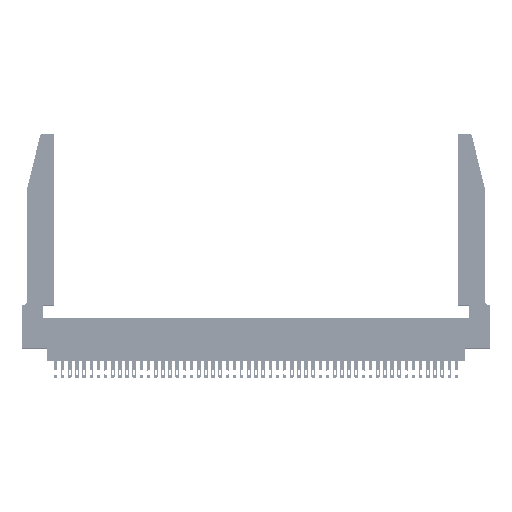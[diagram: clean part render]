
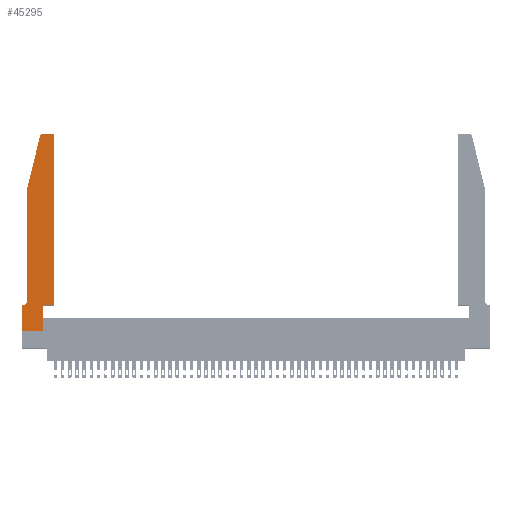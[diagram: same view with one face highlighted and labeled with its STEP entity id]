
A CAD part, top view. The second image highlights one B-rep face of the part: STEP entity #45295.
In plain terms, the highlighted planar face has unit normal (0, 0, 1).
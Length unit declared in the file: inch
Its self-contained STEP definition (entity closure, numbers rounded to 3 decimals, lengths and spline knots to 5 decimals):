
#92 = VERTEX_POINT ( 'NONE', #36323 ) ;
#213 = LINE ( 'NONE', #29065, #5421 ) ;
#350 = FACE_OUTER_BOUND ( 'NONE', #32179, .T. ) ;
#593 = VECTOR ( 'NONE', #37875, 39.37008 ) ;
#752 = AXIS2_PLACEMENT_3D ( 'NONE', #35724, #39576, #13837 ) ;
#1650 = VERTEX_POINT ( 'NONE', #7865 ) ;
#1691 = EDGE_CURVE ( 'NONE', #23565, #12157, #13657, .T. ) ;
#2287 = CARTESIAN_POINT ( 'NONE',  ( 0., 0., 0.37 ) ) ;
#2570 = VECTOR ( 'NONE', #14044, 39.37008 ) ;
#4131 = LINE ( 'NONE', #5558, #593 ) ;
#4195 = EDGE_CURVE ( 'NONE', #29617, #47348, #213, .T. ) ;
#4277 = EDGE_CURVE ( 'NONE', #35438, #23810, #12901, .T. ) ;
#4637 = AXIS2_PLACEMENT_3D ( 'NONE', #4854, #34117, #45259 ) ;
#4687 = DIRECTION ( 'NONE',  ( 1., 0., 0. ) ) ;
#4854 = CARTESIAN_POINT ( 'NONE',  ( 0.0055, 0.42, 0.37 ) ) ;
#5162 = CARTESIAN_POINT ( 'NONE',  ( 0.0755, 2., 0.37 ) ) ;
#5299 = ORIENTED_EDGE ( 'NONE', *, *, #46271, .T. ) ;
#5421 = VECTOR ( 'NONE', #11937, 39.37008 ) ;
#5558 = CARTESIAN_POINT ( 'NONE',  ( 0.0755, 0.35, 0.37 ) ) ;
#6412 = EDGE_CURVE ( 'NONE', #42959, #23565, #41879, .T. ) ;
#6929 = DIRECTION ( 'NONE',  ( 1., 0., 0. ) ) ;
#7097 = CARTESIAN_POINT ( 'NONE',  ( 0.4505, 0.35, 0.37 ) ) ;
#7621 = EDGE_CURVE ( 'NONE', #24631, #19221, #30824, .T. ) ;
#7651 = CARTESIAN_POINT ( 'NONE',  ( 0.0055, 0.35, 0.37 ) ) ;
#7865 = CARTESIAN_POINT ( 'NONE',  ( 0.4505, 0.35, 0.37 ) ) ;
#9619 = VECTOR ( 'NONE', #24712, 39.37008 ) ;
#10100 = CARTESIAN_POINT ( 'NONE',  ( 0.284, 2.75, 0.37 ) ) ;
#10118 = LINE ( 'NONE', #7097, #47367 ) ;
#10121 = ORIENTED_EDGE ( 'NONE', *, *, #19739, .T. ) ;
#10628 = EDGE_CURVE ( 'NONE', #23810, #29617, #34128, .T. ) ;
#11243 = EDGE_CURVE ( 'NONE', #47348, #1650, #10118, .T. ) ;
#11873 = CARTESIAN_POINT ( 'NONE',  ( 0., 0.35, 0.37 ) ) ;
#11937 = DIRECTION ( 'NONE',  ( 0., 1., 0. ) ) ;
#12157 = VERTEX_POINT ( 'NONE', #10100 ) ;
#12901 = LINE ( 'NONE', #2287, #2570 ) ;
#13091 = VECTOR ( 'NONE', #42432, 39.37008 ) ;
#13358 = ORIENTED_EDGE ( 'NONE', *, *, #4195, .T. ) ;
#13657 = LINE ( 'NONE', #31164, #13091 ) ;
#13837 = DIRECTION ( 'NONE',  ( 1., 0., 0. ) ) ;
#14044 = DIRECTION ( 'NONE',  ( 0., -1., 0. ) ) ;
#14166 = CIRCLE ( 'NONE', #4637, 0.07 ) ;
#18729 = ORIENTED_EDGE ( 'NONE', *, *, #7621, .T. ) ;
#19221 = VERTEX_POINT ( 'NONE', #23076 ) ;
#19509 = DIRECTION ( 'NONE',  ( 0., -1., 0. ) ) ;
#19739 = EDGE_CURVE ( 'NONE', #19221, #92, #30221, .T. ) ;
#21205 = CARTESIAN_POINT ( 'NONE',  ( 0., 0., 0.37 ) ) ;
#21770 = EDGE_CURVE ( 'NONE', #92, #38434, #14166, .T. ) ;
#22032 = ORIENTED_EDGE ( 'NONE', *, *, #21770, .T. ) ;
#22980 = CARTESIAN_POINT ( 'NONE',  ( 0.284, 2.72, 0.37 ) ) ;
#23076 = CARTESIAN_POINT ( 'NONE',  ( 0.0755, 2., 0.37 ) ) ;
#23565 = VERTEX_POINT ( 'NONE', #45544 ) ;
#23810 = VERTEX_POINT ( 'NONE', #39866 ) ;
#24323 = DIRECTION ( 'NONE',  ( 0., 1., 0. ) ) ;
#24558 = VECTOR ( 'NONE', #19509, 39.37008 ) ;
#24631 = VERTEX_POINT ( 'NONE', #36106 ) ;
#24712 = DIRECTION ( 'NONE',  ( 1., 0., 0. ) ) ;
#24776 = CARTESIAN_POINT ( 'NONE',  ( 0.4505, 0.35, 0.37 ) ) ;
#25746 = AXIS2_PLACEMENT_3D ( 'NONE', #32717, #40128, #4687 ) ;
#26964 = DIRECTION ( 'NONE',  ( 1., 0., 0. ) ) ;
#28649 = PLANE ( 'NONE',  #752 ) ;
#28872 = EDGE_CURVE ( 'NONE', #1650, #42959, #42546, .T. ) ;
#29065 = CARTESIAN_POINT ( 'NONE',  ( 0.2865, 0.35, 0.37 ) ) ;
#29368 = AXIS2_PLACEMENT_3D ( 'NONE', #22980, #37673, #26964 ) ;
#29617 = VERTEX_POINT ( 'NONE', #36759 ) ;
#30221 = LINE ( 'NONE', #38392, #24558 ) ;
#30824 = LINE ( 'NONE', #5162, #40032 ) ;
#31164 = CARTESIAN_POINT ( 'NONE',  ( 0.2605, 2.75, 0.37 ) ) ;
#32179 = EDGE_LOOP ( 'NONE', ( #42352, #5299, #18729, #10121, #22032, #42360, #44807, #35459, #13358, #45436, #33824, #32886 ) ) ;
#32717 = CARTESIAN_POINT ( 'NONE',  ( 0.4205, 2.72, 0.37 ) ) ;
#32886 = ORIENTED_EDGE ( 'NONE', *, *, #6412, .T. ) ;
#33408 = CARTESIAN_POINT ( 'NONE',  ( 0.2865, 0.35, 0.37 ) ) ;
#33824 = ORIENTED_EDGE ( 'NONE', *, *, #28872, .T. ) ;
#34117 = DIRECTION ( 'NONE',  ( 0., 0., -1. ) ) ;
#34128 = LINE ( 'NONE', #21205, #9619 ) ;
#34437 = VECTOR ( 'NONE', #24323, 39.37008 ) ;
#34443 = DIRECTION ( 'NONE',  ( -0.239, -0.971, 0. ) ) ;
#35438 = VERTEX_POINT ( 'NONE', #11873 ) ;
#35459 = ORIENTED_EDGE ( 'NONE', *, *, #10628, .T. ) ;
#35724 = CARTESIAN_POINT ( 'NONE',  ( 0., 0.35, 0.37 ) ) ;
#36106 = CARTESIAN_POINT ( 'NONE',  ( 0.25487, 2.72718, 0.37 ) ) ;
#36310 = EDGE_CURVE ( 'NONE', #38434, #35438, #4131, .T. ) ;
#36323 = CARTESIAN_POINT ( 'NONE',  ( 0.0755, 0.42, 0.37 ) ) ;
#36759 = CARTESIAN_POINT ( 'NONE',  ( 0.2865, 0., 0.37 ) ) ;
#37673 = DIRECTION ( 'NONE',  ( 0., 0., 1. ) ) ;
#37875 = DIRECTION ( 'NONE',  ( -1., 0., 0. ) ) ;
#38392 = CARTESIAN_POINT ( 'NONE',  ( 0.0755, 2., 0.37 ) ) ;
#38434 = VERTEX_POINT ( 'NONE', #7651 ) ;
#38705 = CIRCLE ( 'NONE', #29368, 0.03 ) ;
#39576 = DIRECTION ( 'NONE',  ( 0., 0., 1. ) ) ;
#39866 = CARTESIAN_POINT ( 'NONE',  ( 0., 0., 0.37 ) ) ;
#40032 = VECTOR ( 'NONE', #34443, 39.37008 ) ;
#40128 = DIRECTION ( 'NONE',  ( 0., 0., 1. ) ) ;
#41879 = CIRCLE ( 'NONE', #25746, 0.03 ) ;
#42352 = ORIENTED_EDGE ( 'NONE', *, *, #1691, .T. ) ;
#42360 = ORIENTED_EDGE ( 'NONE', *, *, #36310, .T. ) ;
#42432 = DIRECTION ( 'NONE',  ( -1., 0., 0. ) ) ;
#42546 = LINE ( 'NONE', #24776, #34437 ) ;
#42959 = VERTEX_POINT ( 'NONE', #47356 ) ;
#44807 = ORIENTED_EDGE ( 'NONE', *, *, #4277, .T. ) ;
#45259 = DIRECTION ( 'NONE',  ( -1., 0., 0. ) ) ;
#45295 = ADVANCED_FACE ( 'NONE', ( #350 ), #28649, .T. ) ;
#45436 = ORIENTED_EDGE ( 'NONE', *, *, #11243, .T. ) ;
#45544 = CARTESIAN_POINT ( 'NONE',  ( 0.4205, 2.75, 0.37 ) ) ;
#46271 = EDGE_CURVE ( 'NONE', #12157, #24631, #38705, .T. ) ;
#47348 = VERTEX_POINT ( 'NONE', #33408 ) ;
#47356 = CARTESIAN_POINT ( 'NONE',  ( 0.4505, 2.72, 0.37 ) ) ;
#47367 = VECTOR ( 'NONE', #6929, 39.37008 ) ;
